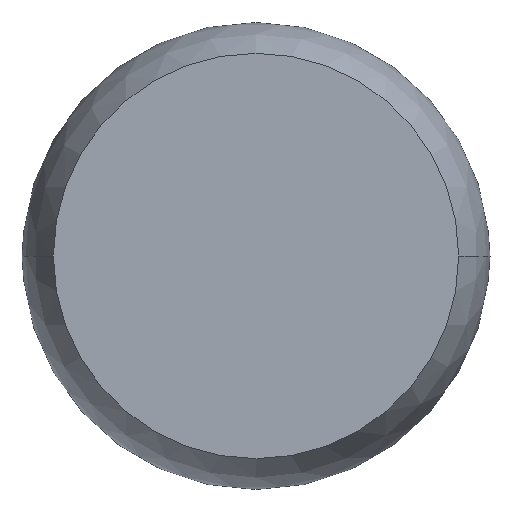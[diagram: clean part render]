
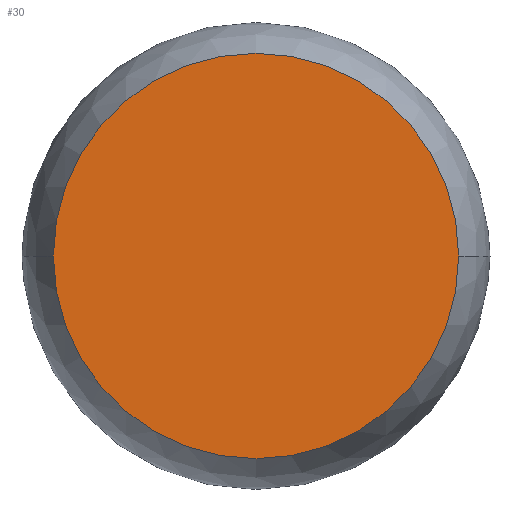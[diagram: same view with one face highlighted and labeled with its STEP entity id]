
A CAD part, left-side view. The second image highlights one B-rep face of the part: STEP entity #30.
In plain terms, the highlighted planar face has unit normal (-1, 0, 0).
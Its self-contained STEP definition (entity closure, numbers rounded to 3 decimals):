
#27=PLANE('',#88);
#30=ADVANCED_FACE('',(#34),#27,.T.);
#34=FACE_OUTER_BOUND('',#38,.F.);
#38=EDGE_LOOP('',(#45,#46));
#45=ORIENTED_EDGE('',*,*,#67,.F.);
#46=ORIENTED_EDGE('',*,*,#63,.F.);
#63=EDGE_CURVE('',#78,#77,#69,.T.);
#67=EDGE_CURVE('',#77,#78,#73,.T.);
#69=CIRCLE('',#81,17.321);
#73=CIRCLE('',#85,17.321);
#77=VERTEX_POINT('',#119);
#78=VERTEX_POINT('',#120);
#81=AXIS2_PLACEMENT_3D('',#121,#94,#95);
#85=AXIS2_PLACEMENT_3D('',#125,#102,#103);
#88=AXIS2_PLACEMENT_3D('',#128,#108,#109);
#94=DIRECTION('',(-1.,0.,0.));
#95=DIRECTION('',(0.,-1.,0.));
#102=DIRECTION('',(-1.,0.,0.));
#103=DIRECTION('',(0.,1.,0.));
#108=DIRECTION('',(-1.,0.,0.));
#109=DIRECTION('',(0.,0.,1.));
#119=CARTESIAN_POINT('',(0.,17.321,0.));
#120=CARTESIAN_POINT('',(0.,-17.321,0.));
#121=CARTESIAN_POINT('',(0.,0.,0.));
#125=CARTESIAN_POINT('',(0.,0.,0.));
#128=CARTESIAN_POINT('',(0.,-17.667,-17.667));
